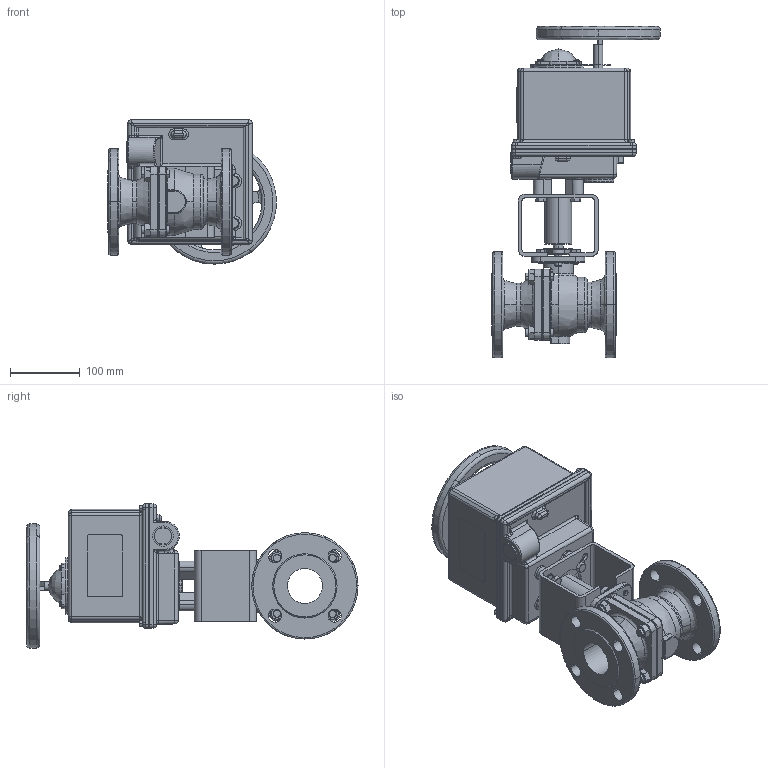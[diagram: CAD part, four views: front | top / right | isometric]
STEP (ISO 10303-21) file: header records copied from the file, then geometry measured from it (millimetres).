
FILE_DESCRIPTION (( 'STEP AP203' ), '1' );
FILE_NAME ('5801F-200_ER-4.STEP', '2017-11-27T20:44:23', ( '' ), ( '' ), 'SwSTEP 2.0', 'SolidWorks 2014', '' );
FILE_SCHEMA (( 'CONFIG_CONTROL_DESIGN' ));
Length unit declared in the file: inch
Products named in the file (1): 5801F-200_ER-4
Bounding box: 240.92 x 474.81 x 206.35 mm (x, y, z)
Surface area: 476691.8 mm2 (no closed solid volume)
Topology: 0 solids, 82 shells, 995 faces, 3019 edges, 2015 vertices
Faces by surface type: cylinder 400, plane 305, bspline 203, cone 83, torus 4
Entity records: 53092 total; most frequent: CARTESIAN_POINT 27973, DIRECTION 4972, ORIENTED_EDGE 4968, EDGE_CURVE 2998, VERTEX_POINT 2015, AXIS2_PLACEMENT_3D 1892, LINE 1188, VECTOR 1188
